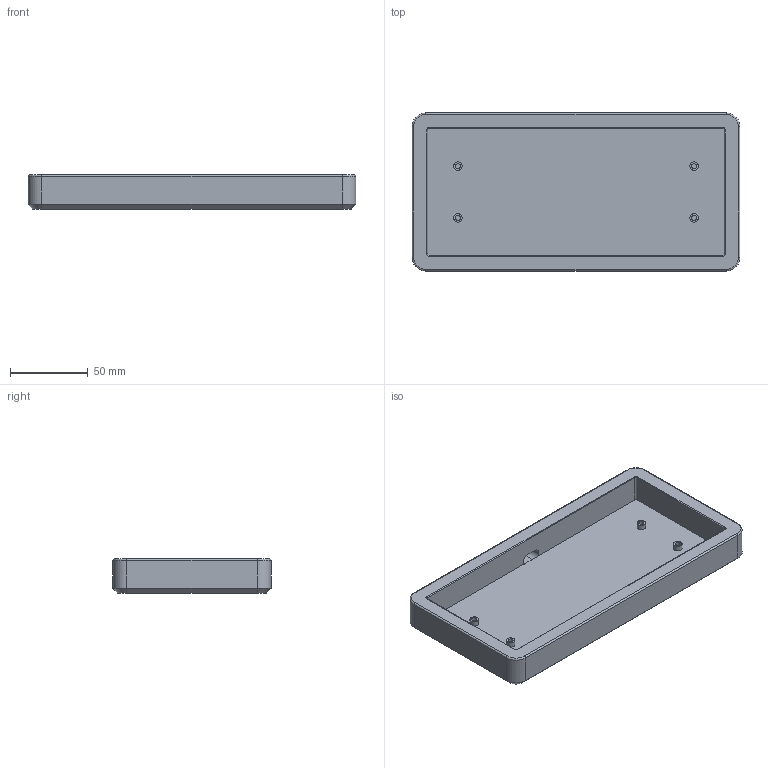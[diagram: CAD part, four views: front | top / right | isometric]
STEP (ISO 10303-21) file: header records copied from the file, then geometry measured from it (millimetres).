
FILE_DESCRIPTION(/* description */ (''),/* implementation_level */ '2;1');
FILE_NAME(/* name */ 'Boxy Bruce.step',/* time_stamp */ '2024-02-15T20:10:40-08:00',/* author */ (''),/* organization */ (''),/* preprocessor_version */ 'ST-DEVELOPER v20',/* originating_system */ 'Autodesk Translation Framework v12.20.1.177',/* authorisation */ '');
FILE_SCHEMA (('AUTOMOTIVE_DESIGN { 1 0 10303 214 3 1 1 }'));
Length unit declared in the file: millimetre
Products named in the file (1): Boxy Bruce
Bounding box: 211.5 x 101.96 x 22 mm (x, y, z)
Volume: 185760.5 mm3; surface area: 65425.8 mm2
Topology: 1 solids, 1 shells, 75 faces, 166 edges, 100 vertices
Faces by surface type: plane 31, cylinder 28, torus 8, cone 8
Full cylindrical faces by diameter (mm): 3.2 x4, 5.5 x4
Entity records: 2095 total; most frequent: DIRECTION 392, CARTESIAN_POINT 346, ORIENTED_EDGE 332, EDGE_CURVE 166, AXIS2_PLACEMENT_3D 152, VERTEX_POINT 100, LINE 88, VECTOR 88
